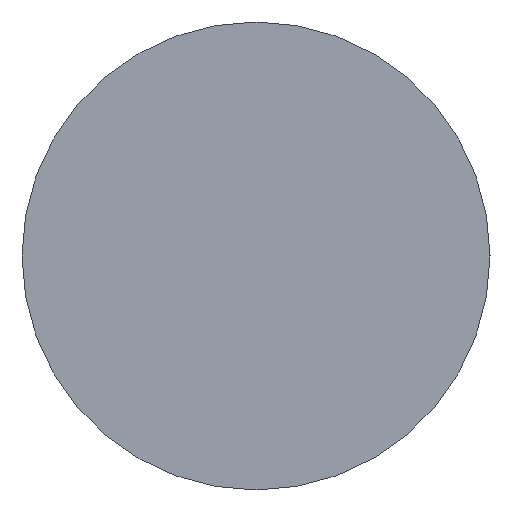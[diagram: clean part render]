
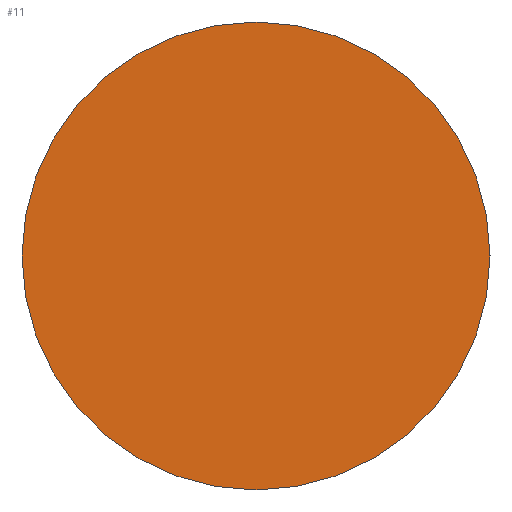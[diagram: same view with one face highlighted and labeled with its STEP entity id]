
A CAD part, left-side view. The second image highlights one B-rep face of the part: STEP entity #11.
In plain terms, the highlighted planar face has unit normal (-1, 0, 0).
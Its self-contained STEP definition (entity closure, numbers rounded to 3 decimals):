
#3 = AXIS2_PLACEMENT_3D ( 'NONE', #112, #6, #49 ) ;
#6 = DIRECTION ( 'NONE',  ( 1., 0., 0. ) ) ;
#11 = ADVANCED_FACE ( 'NONE', ( #74 ), #95, .F. ) ;
#19 = DIRECTION ( 'NONE',  ( 1., 0., 0. ) ) ;
#40 = VERTEX_POINT ( 'NONE', #76 ) ;
#47 = ORIENTED_EDGE ( 'NONE', *, *, #53, .F. ) ;
#49 = DIRECTION ( 'NONE',  ( 0., 0., -1. ) ) ;
#52 = CIRCLE ( 'NONE', #3, 1. ) ;
#53 = EDGE_CURVE ( 'NONE', #40, #124, #60, .T. ) ;
#54 = CARTESIAN_POINT ( 'NONE',  ( -30., 0., 1. ) ) ;
#60 = CIRCLE ( 'NONE', #73, 1. ) ;
#63 = EDGE_CURVE ( 'NONE', #124, #40, #52, .T. ) ;
#73 = AXIS2_PLACEMENT_3D ( 'NONE', #110, #19, #129 ) ;
#74 = FACE_OUTER_BOUND ( 'NONE', #100, .T. ) ;
#76 = CARTESIAN_POINT ( 'NONE',  ( -30., 0., -1. ) ) ;
#95 = PLANE ( 'NONE',  #132 ) ;
#100 = EDGE_LOOP ( 'NONE', ( #47, #111 ) ) ;
#105 = CARTESIAN_POINT ( 'NONE',  ( -30., 0., 0. ) ) ;
#110 = CARTESIAN_POINT ( 'NONE',  ( -30., 0., 0. ) ) ;
#111 = ORIENTED_EDGE ( 'NONE', *, *, #63, .F. ) ;
#112 = CARTESIAN_POINT ( 'NONE',  ( -30., 0., 0. ) ) ;
#124 = VERTEX_POINT ( 'NONE', #54 ) ;
#126 = DIRECTION ( 'NONE',  ( 1., 0., 0. ) ) ;
#129 = DIRECTION ( 'NONE',  ( 0., 0., -1. ) ) ;
#132 = AXIS2_PLACEMENT_3D ( 'NONE', #105, #126, #134 ) ;
#134 = DIRECTION ( 'NONE',  ( 0., 0., -1. ) ) ;
